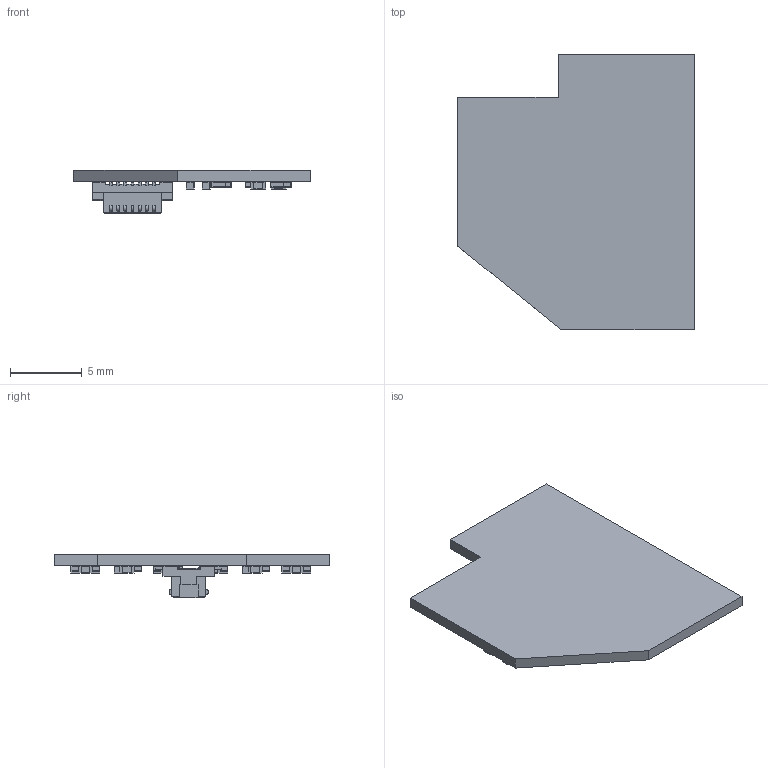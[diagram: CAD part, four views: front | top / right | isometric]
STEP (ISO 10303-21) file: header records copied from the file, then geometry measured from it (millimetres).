
FILE_DESCRIPTION(('KiCad electronic assembly'),'2;1');
FILE_NAME('FF_Filter_PCB.step','2023-05-25T23:03:05',('Pcbnew'),('Kicad' ),'Open CASCADE STEP processor 7.6','KiCad to STEP converter', 'Unknown');
FILE_SCHEMA(('AUTOMOTIVE_DESIGN { 1 0 10303 214 1 1 1 1 }'));
Length unit declared in the file: millimetre
Products named in the file (8): FF_Filter_PCB 1; R_0402_1005Metric; SOLID; C_0402_1005Metric; DF12NC-3.0--14DS-0.5V-51---3DModel-STEP-1; COMPOUND; PCB
Assembly tree (39 placements, depth 3):
  FF_Filter_PCB 1
    R_0402_1005Metric  x18
      SOLID
    C_0402_1005Metric  x16
      SOLID
    DF12NC-3.0--14DS-0.5V-51---3DModel-STEP-1
      COMPOUND
    PCB
Bounding box: 16.5 x 19.25 x 3.03 mm (x, y, z)
Volume: 248.3 mm3; surface area: 771.7 mm2
Topology: 36 solids, 36 shells, 1353 faces, 3619 edges, 2382 vertices
Faces by surface type: plane 961, cylinder 392
Entity records: 34652 total; most frequent: CARTESIAN_POINT 6050, DIRECTION 5287, LINE 3845, VECTOR 3845, ORIENTED_EDGE 2766, PCURVE 2766, DEFINITIONAL_REPRESENTATION 2766, EDGE_CURVE 1383
